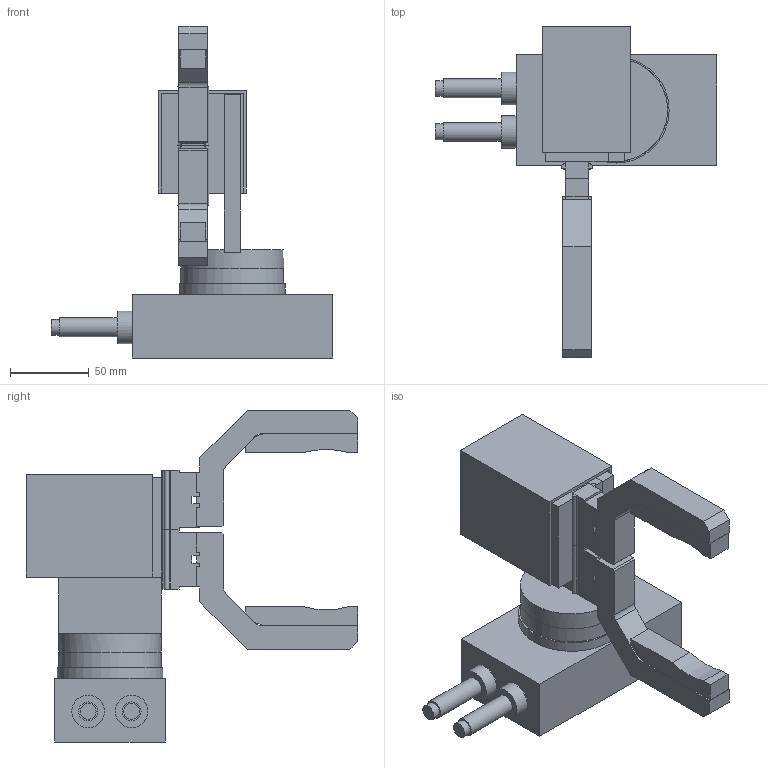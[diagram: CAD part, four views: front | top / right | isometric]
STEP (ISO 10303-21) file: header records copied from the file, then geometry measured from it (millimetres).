
FILE_DESCRIPTION(('STEP AP214'),'1');
FILE_NAME('.stp','2018-06-15T03:38:05',(' '),(' '),'Spatial InterOp 3D',' ',' ');
FILE_SCHEMA(('automotive_design'));
Length unit declared in the file: millimetre
Products named in the file (13): BASE; ATC-CYL-HRQ20A; __-____; J1; CHL-DS11-4-IL25; CHL-DS11-4-IL24; CHL-DS11-4-IL26; CHL-DS11-4-IL27; ATC-CYL-HFZ32F; 零件1
Assembly tree (12 placements, depth 3):
  __-____
    BASE
      ATC-CYL-HRQ20A
    J1
      CHL-DS11-4-IL25
      CHL-DS11-4-IL24
      CHL-DS11-4-IL26
      CHL-DS11-4-IL27
      ATC-CYL-HFZ32F
      CHL-DS11-4-IL27
      CHL-DS11-4-IL26
      ATC-CYL-HFZ32F
      零件1
Bounding box: 178.04 x 210 x 210.3 mm (x, y, z)
Volume: 911395.4 mm3; surface area: 162031.8 mm2
Topology: 10 solids, 14 shells, 195 faces, 478 edges, 315 vertices
Faces by surface type: plane 168, cylinder 23, cone 4
Full cylindrical faces by diameter (mm): 10 x2, 12 x2, 19.5 x4, 20.691 x1, 20.696 x1, 65 x2, 67.002 x1
Entity records: 7376 total; most frequent: CARTESIAN_POINT 974, DIRECTION 928, ORIENTED_EDGE 910, EDGE_CURVE 455, LINE 402, VECTOR 402, VERTEX_POINT 309, AXIS2_PLACEMENT_3D 263
